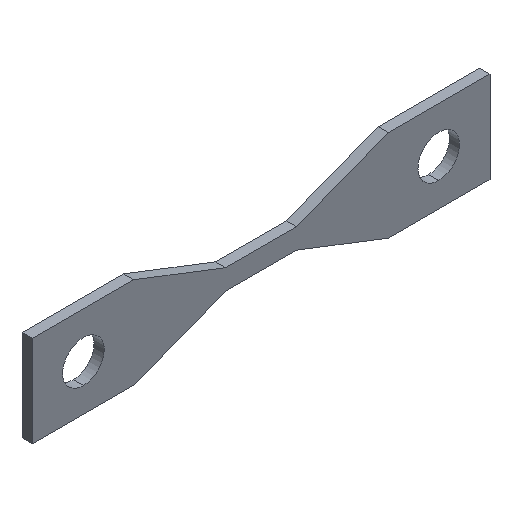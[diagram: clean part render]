
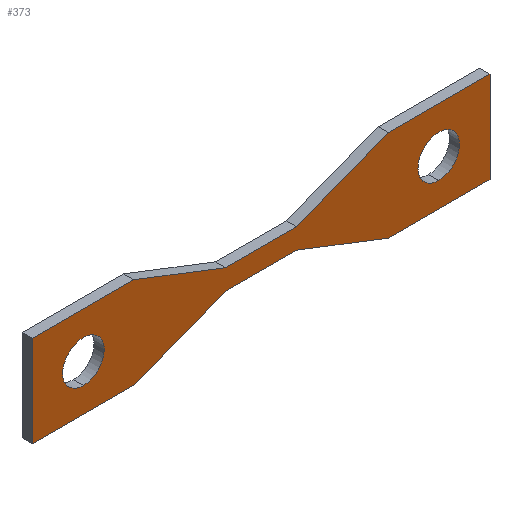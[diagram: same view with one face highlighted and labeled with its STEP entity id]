
A CAD part, isometric view. The second image highlights one B-rep face of the part: STEP entity #373.
In plain terms, the highlighted planar face has unit normal (0, -1, 0).
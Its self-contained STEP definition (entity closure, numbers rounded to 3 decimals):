
#3 = ORIENTED_EDGE ( 'NONE', *, *, #94, .T. ) ;
#9 = EDGE_CURVE ( 'NONE', #291, #99, #549, .T. ) ;
#10 = CARTESIAN_POINT ( 'NONE',  ( -17.5, 0., 0. ) ) ;
#13 = CARTESIAN_POINT ( 'NONE',  ( 17.5, 0., 0. ) ) ;
#24 = LINE ( 'NONE', #163, #193 ) ;
#26 = ORIENTED_EDGE ( 'NONE', *, *, #170, .F. ) ;
#27 = DIRECTION ( 'NONE',  ( 0.933, 0., 0.361 ) ) ;
#28 = CARTESIAN_POINT ( 'NONE',  ( -22.55, 0., 4.5 ) ) ;
#29 = EDGE_CURVE ( 'NONE', #260, #448, #367, .T. ) ;
#36 = DIRECTION ( 'NONE',  ( 0., 0., 1. ) ) ;
#47 = EDGE_CURVE ( 'NONE', #355, #364, #421, .T. ) ;
#58 = EDGE_LOOP ( 'NONE', ( #88, #3 ) ) ;
#61 = EDGE_CURVE ( 'NONE', #293, #438, #527, .T. ) ;
#62 = VERTEX_POINT ( 'NONE', #575 ) ;
#68 = LINE ( 'NONE', #537, #420 ) ;
#69 = ORIENTED_EDGE ( 'NONE', *, *, #285, .F. ) ;
#76 = FACE_OUTER_BOUND ( 'NONE', #497, .T. ) ;
#77 = EDGE_CURVE ( 'NONE', #438, #291, #251, .T. ) ;
#80 = CARTESIAN_POINT ( 'NONE',  ( -12.55, 0., 4.5 ) ) ;
#88 = ORIENTED_EDGE ( 'NONE', *, *, #249, .T. ) ;
#91 = CARTESIAN_POINT ( 'NONE',  ( 22.55, 0., 4.5 ) ) ;
#92 = ORIENTED_EDGE ( 'NONE', *, *, #77, .F. ) ;
#94 = EDGE_CURVE ( 'NONE', #95, #308, #391, .T. ) ;
#95 = VERTEX_POINT ( 'NONE', #439 ) ;
#98 = CARTESIAN_POINT ( 'NONE',  ( 3.5, 0., 1. ) ) ;
#99 = VERTEX_POINT ( 'NONE', #157 ) ;
#103 = VECTOR ( 'NONE', #154, 1000. ) ;
#107 = CARTESIAN_POINT ( 'NONE',  ( 17.5, 0., 0. ) ) ;
#113 = VERTEX_POINT ( 'NONE', #481 ) ;
#120 = CARTESIAN_POINT ( 'NONE',  ( -17.5, 0., -2.05 ) ) ;
#127 = CARTESIAN_POINT ( 'NONE',  ( -22.55, 0., -4.5 ) ) ;
#129 = LINE ( 'NONE', #354, #323 ) ;
#130 = DIRECTION ( 'NONE',  ( -0.933, 0., 0.361 ) ) ;
#134 = CIRCLE ( 'NONE', #375, 2.05 ) ;
#135 = VECTOR ( 'NONE', #130, 1000. ) ;
#137 = DIRECTION ( 'NONE',  ( -1., 0., 0. ) ) ;
#138 = DIRECTION ( 'NONE',  ( 1., 0., 0. ) ) ;
#146 = EDGE_CURVE ( 'NONE', #364, #355, #472, .T. ) ;
#150 = LINE ( 'NONE', #336, #559 ) ;
#154 = DIRECTION ( 'NONE',  ( -1., 0., 0. ) ) ;
#157 = CARTESIAN_POINT ( 'NONE',  ( 3.5, 0., -1. ) ) ;
#162 = DIRECTION ( 'NONE',  ( 0., 0., 1. ) ) ;
#163 = CARTESIAN_POINT ( 'NONE',  ( 12.55, 0., 4.5 ) ) ;
#165 = PLANE ( 'NONE',  #456 ) ;
#170 = EDGE_CURVE ( 'NONE', #62, #113, #150, .T. ) ;
#181 = VERTEX_POINT ( 'NONE', #574 ) ;
#192 = ORIENTED_EDGE ( 'NONE', *, *, #29, .F. ) ;
#193 = VECTOR ( 'NONE', #271, 1000. ) ;
#199 = DIRECTION ( 'NONE',  ( 0., 0., 1. ) ) ;
#201 = DIRECTION ( 'NONE',  ( 0., 0., -1. ) ) ;
#202 = VERTEX_POINT ( 'NONE', #483 ) ;
#210 = CARTESIAN_POINT ( 'NONE',  ( 22.55, 0., -4.5 ) ) ;
#213 = AXIS2_PLACEMENT_3D ( 'NONE', #13, #386, #199 ) ;
#219 = ORIENTED_EDGE ( 'NONE', *, *, #61, .F. ) ;
#224 = CARTESIAN_POINT ( 'NONE',  ( 12.55, 0., -4.5 ) ) ;
#225 = CARTESIAN_POINT ( 'NONE',  ( 3.5, 0., -1. ) ) ;
#228 = ORIENTED_EDGE ( 'NONE', *, *, #495, .F. ) ;
#244 = DIRECTION ( 'NONE',  ( 0., 1., 0. ) ) ;
#248 = DIRECTION ( 'NONE',  ( 0., 1., 0. ) ) ;
#249 = EDGE_CURVE ( 'NONE', #308, #95, #134, .T. ) ;
#251 = LINE ( 'NONE', #568, #103 ) ;
#256 = DIRECTION ( 'NONE',  ( 0., 0., 1. ) ) ;
#258 = EDGE_LOOP ( 'NONE', ( #551, #370 ) ) ;
#260 = VERTEX_POINT ( 'NONE', #265 ) ;
#261 = LINE ( 'NONE', #80, #437 ) ;
#262 = FACE_BOUND ( 'NONE', #58, .T. ) ;
#265 = CARTESIAN_POINT ( 'NONE',  ( -3.5, 0., 1. ) ) ;
#271 = DIRECTION ( 'NONE',  ( 1., 0., 0. ) ) ;
#275 = AXIS2_PLACEMENT_3D ( 'NONE', #294, #244, #256 ) ;
#282 = CARTESIAN_POINT ( 'NONE',  ( 12.55, 0., -4.5 ) ) ;
#285 = EDGE_CURVE ( 'NONE', #181, #260, #261, .T. ) ;
#286 = EDGE_CURVE ( 'NONE', #448, #462, #445, .T. ) ;
#288 = AXIS2_PLACEMENT_3D ( 'NONE', #107, #248, #162 ) ;
#291 = VERTEX_POINT ( 'NONE', #282 ) ;
#293 = VERTEX_POINT ( 'NONE', #91 ) ;
#294 = CARTESIAN_POINT ( 'NONE',  ( -17.5, 0., 0. ) ) ;
#308 = VERTEX_POINT ( 'NONE', #120 ) ;
#311 = EDGE_CURVE ( 'NONE', #99, #62, #498, .T. ) ;
#314 = CARTESIAN_POINT ( 'NONE',  ( 17.5, 0., -2.05 ) ) ;
#323 = VECTOR ( 'NONE', #137, 1000. ) ;
#327 = DIRECTION ( 'NONE',  ( -1., 0., 0. ) ) ;
#328 = ORIENTED_EDGE ( 'NONE', *, *, #311, .F. ) ;
#336 = CARTESIAN_POINT ( 'NONE',  ( -3.5, 0., -1. ) ) ;
#338 = VECTOR ( 'NONE', #138, 1000. ) ;
#346 = LINE ( 'NONE', #127, #580 ) ;
#347 = ORIENTED_EDGE ( 'NONE', *, *, #378, .F. ) ;
#348 = DIRECTION ( 'NONE',  ( 0., 0., 1. ) ) ;
#353 = DIRECTION ( 'NONE',  ( 0., 0., 1. ) ) ;
#354 = CARTESIAN_POINT ( 'NONE',  ( -12.55, 0., -4.5 ) ) ;
#355 = VERTEX_POINT ( 'NONE', #314 ) ;
#357 = CARTESIAN_POINT ( 'NONE',  ( 12.55, 0., 4.5 ) ) ;
#364 = VERTEX_POINT ( 'NONE', #414 ) ;
#367 = LINE ( 'NONE', #555, #338 ) ;
#370 = ORIENTED_EDGE ( 'NONE', *, *, #146, .T. ) ;
#373 = ADVANCED_FACE ( 'NONE', ( #76, #262, #503 ), #165, .F. ) ;
#375 = AXIS2_PLACEMENT_3D ( 'NONE', #10, #566, #36 ) ;
#378 = EDGE_CURVE ( 'NONE', #202, #475, #346, .T. ) ;
#386 = DIRECTION ( 'NONE',  ( 0., 1., 0. ) ) ;
#390 = VECTOR ( 'NONE', #327, 1000. ) ;
#391 = CIRCLE ( 'NONE', #275, 2.05 ) ;
#395 = EDGE_CURVE ( 'NONE', #475, #181, #68, .T. ) ;
#401 = ORIENTED_EDGE ( 'NONE', *, *, #286, .F. ) ;
#414 = CARTESIAN_POINT ( 'NONE',  ( 17.5, 0., 2.05 ) ) ;
#420 = VECTOR ( 'NONE', #586, 1000. ) ;
#421 = CIRCLE ( 'NONE', #288, 2.05 ) ;
#429 = ORIENTED_EDGE ( 'NONE', *, *, #455, .F. ) ;
#433 = DIRECTION ( 'NONE',  ( -0.933, 0., -0.361 ) ) ;
#437 = VECTOR ( 'NONE', #550, 1000. ) ;
#438 = VERTEX_POINT ( 'NONE', #210 ) ;
#439 = CARTESIAN_POINT ( 'NONE',  ( -17.5, 0., 2.05 ) ) ;
#445 = LINE ( 'NONE', #98, #564 ) ;
#448 = VERTEX_POINT ( 'NONE', #583 ) ;
#455 = EDGE_CURVE ( 'NONE', #462, #293, #24, .T. ) ;
#456 = AXIS2_PLACEMENT_3D ( 'NONE', #499, #489, #353 ) ;
#457 = ORIENTED_EDGE ( 'NONE', *, *, #395, .F. ) ;
#462 = VERTEX_POINT ( 'NONE', #357 ) ;
#464 = ORIENTED_EDGE ( 'NONE', *, *, #9, .F. ) ;
#472 = CIRCLE ( 'NONE', #213, 2.05 ) ;
#475 = VERTEX_POINT ( 'NONE', #28 ) ;
#481 = CARTESIAN_POINT ( 'NONE',  ( -12.55, 0., -4.5 ) ) ;
#483 = CARTESIAN_POINT ( 'NONE',  ( -22.55, 0., -4.5 ) ) ;
#489 = DIRECTION ( 'NONE',  ( 0., 1., 0. ) ) ;
#495 = EDGE_CURVE ( 'NONE', #113, #202, #129, .T. ) ;
#497 = EDGE_LOOP ( 'NONE', ( #69, #457, #347, #228, #26, #328, #464, #92, #219, #429, #401, #192 ) ) ;
#498 = LINE ( 'NONE', #225, #390 ) ;
#499 = CARTESIAN_POINT ( 'NONE',  ( 0., 0., 0. ) ) ;
#503 = FACE_BOUND ( 'NONE', #258, .T. ) ;
#527 = LINE ( 'NONE', #571, #530 ) ;
#530 = VECTOR ( 'NONE', #201, 1000. ) ;
#537 = CARTESIAN_POINT ( 'NONE',  ( -22.55, 0., 4.5 ) ) ;
#549 = LINE ( 'NONE', #224, #135 ) ;
#550 = DIRECTION ( 'NONE',  ( 0.933, 0., -0.361 ) ) ;
#551 = ORIENTED_EDGE ( 'NONE', *, *, #47, .T. ) ;
#555 = CARTESIAN_POINT ( 'NONE',  ( -3.5, 0., 1. ) ) ;
#559 = VECTOR ( 'NONE', #433, 1000. ) ;
#564 = VECTOR ( 'NONE', #27, 1000. ) ;
#566 = DIRECTION ( 'NONE',  ( 0., 1., 0. ) ) ;
#568 = CARTESIAN_POINT ( 'NONE',  ( 22.55, 0., -4.5 ) ) ;
#571 = CARTESIAN_POINT ( 'NONE',  ( 22.55, 0., 4.5 ) ) ;
#574 = CARTESIAN_POINT ( 'NONE',  ( -12.55, 0., 4.5 ) ) ;
#575 = CARTESIAN_POINT ( 'NONE',  ( -3.5, 0., -1. ) ) ;
#580 = VECTOR ( 'NONE', #348, 1000. ) ;
#583 = CARTESIAN_POINT ( 'NONE',  ( 3.5, 0., 1. ) ) ;
#586 = DIRECTION ( 'NONE',  ( 1., 0., 0. ) ) ;
